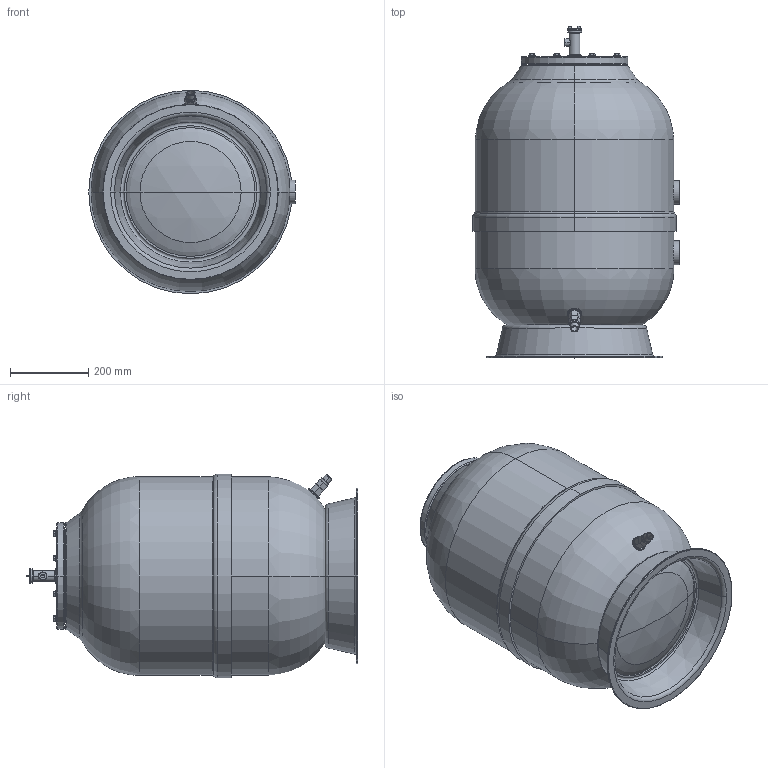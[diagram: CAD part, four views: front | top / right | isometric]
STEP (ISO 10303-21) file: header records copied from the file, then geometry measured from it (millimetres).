
FILE_DESCRIPTION (( 'STEP AP214' ), '1' );
FILE_NAME ('larix50c.STEP', '2020-11-03T10:30:51', ( '' ), ( '' ), 'SwSTEP 2.0', 'SolidWorks 2019', '' );
FILE_SCHEMA (( 'AUTOMOTIVE_DESIGN' ));
Length unit declared in the file: millimetre
Products named in the file (1): larix50c
Bounding box: 529.52 x 850.77 x 522 mm (x, y, z)
Surface area: 3089223.3 mm2 (no closed solid volume)
Topology: 0 solids, 36 shells, 731 faces, 1656 edges, 1010 vertices
Faces by surface type: plane 279, cylinder 230, cone 112, torus 96, sphere 10, bspline 4
Entity records: 32333 total; most frequent: CARTESIAN_POINT 7436, DIRECTION 3604, ORIENTED_EDGE 3256, EDGE_CURVE 1636, AXIS2_PLACEMENT_3D 1516, VERTEX_POINT 1010, EDGE_LOOP 882, CIRCLE 788
